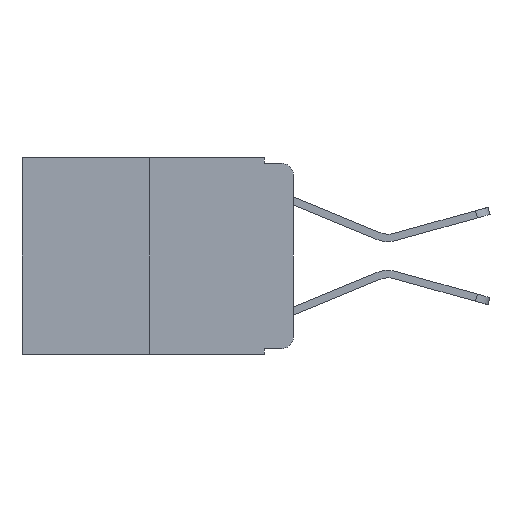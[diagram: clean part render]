
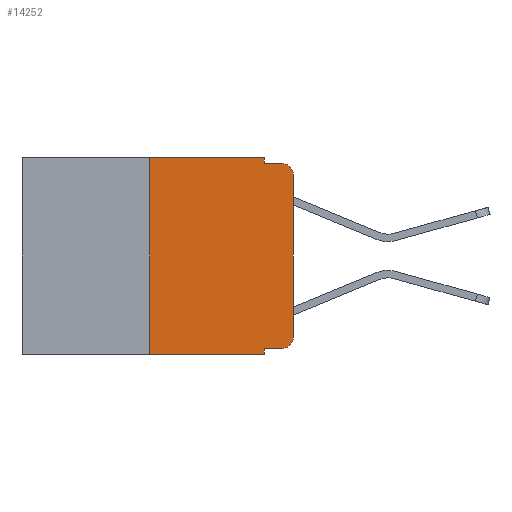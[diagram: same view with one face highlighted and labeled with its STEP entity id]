
A CAD part, left-side view. The second image highlights one B-rep face of the part: STEP entity #14252.
In plain terms, the highlighted planar face has unit normal (-1, 0, 0).
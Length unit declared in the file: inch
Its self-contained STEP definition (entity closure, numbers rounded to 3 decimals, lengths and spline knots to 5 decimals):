
#216 = DIRECTION ( 'NONE',  ( 0., 0., 1. ) ) ;
#640 = DIRECTION ( 'NONE',  ( 0., 0., -1. ) ) ;
#803 = DIRECTION ( 'NONE',  ( 0., -1., 0. ) ) ;
#1013 = EDGE_CURVE ( 'NONE', #8796, #8841, #14265, .T. ) ;
#1223 = CARTESIAN_POINT ( 'NONE',  ( 0., 0., -0.03 ) ) ;
#1835 = ORIENTED_EDGE ( 'NONE', *, *, #6874, .F. ) ;
#1977 = CARTESIAN_POINT ( 'NONE',  ( 0., 0.25, 0. ) ) ;
#2168 = EDGE_CURVE ( 'NONE', #5402, #7685, #5789, .T. ) ;
#2183 = ORIENTED_EDGE ( 'NONE', *, *, #5728, .F. ) ;
#2680 = ORIENTED_EDGE ( 'NONE', *, *, #11763, .T. ) ;
#2989 = EDGE_LOOP ( 'NONE', ( #9174, #5255, #7591, #8985, #1835, #2183, #2680, #7611, #3624, #3513 ) ) ;
#3316 = CARTESIAN_POINT ( 'NONE',  ( 0., 0.25, -0.343 ) ) ;
#3319 = CARTESIAN_POINT ( 'NONE',  ( 0., 0.02, -0.01 ) ) ;
#3445 = DIRECTION ( 'NONE',  ( 0., 0., -1. ) ) ;
#3513 = ORIENTED_EDGE ( 'NONE', *, *, #2168, .T. ) ;
#3545 = VECTOR ( 'NONE', #12218, 39.37008 ) ;
#3600 = EDGE_CURVE ( 'NONE', #7409, #13802, #10800, .T. ) ;
#3624 = ORIENTED_EDGE ( 'NONE', *, *, #12953, .T. ) ;
#3834 = LINE ( 'NONE', #10498, #8484 ) ;
#3964 = DIRECTION ( 'NONE',  ( 0., 0., -1. ) ) ;
#4128 = VECTOR ( 'NONE', #803, 39.37008 ) ;
#4741 = AXIS2_PLACEMENT_3D ( 'NONE', #7278, #11905, #640 ) ;
#4744 = VECTOR ( 'NONE', #9694, 39.37008 ) ;
#4762 = DIRECTION ( 'NONE',  ( 0., 0., -1. ) ) ;
#5169 = CARTESIAN_POINT ( 'NONE',  ( 0., 0.02, -0.313 ) ) ;
#5172 = CARTESIAN_POINT ( 'NONE',  ( 0., 0.051, -0.01 ) ) ;
#5226 = AXIS2_PLACEMENT_3D ( 'NONE', #13240, #9073, #3445 ) ;
#5255 = ORIENTED_EDGE ( 'NONE', *, *, #13191, .T. ) ;
#5402 = VERTEX_POINT ( 'NONE', #11772 ) ;
#5428 = CARTESIAN_POINT ( 'NONE',  ( 0., 0.051, -0.333 ) ) ;
#5728 = EDGE_CURVE ( 'NONE', #11888, #10429, #7932, .T. ) ;
#5789 = CIRCLE ( 'NONE', #7211, 0.02 ) ;
#6035 = VECTOR ( 'NONE', #3964, 39.37008 ) ;
#6329 = LINE ( 'NONE', #11986, #4128 ) ;
#6339 = VECTOR ( 'NONE', #4762, 39.37008 ) ;
#6796 = CARTESIAN_POINT ( 'NONE',  ( 0., 0.051, -0.343 ) ) ;
#6858 = PLANE ( 'NONE',  #5226 ) ;
#6874 = EDGE_CURVE ( 'NONE', #10429, #13484, #6329, .T. ) ;
#7211 = AXIS2_PLACEMENT_3D ( 'NONE', #5169, #14142, #12835 ) ;
#7278 = CARTESIAN_POINT ( 'NONE',  ( 0., 0.02, -0.03 ) ) ;
#7409 = VERTEX_POINT ( 'NONE', #10066 ) ;
#7438 = LINE ( 'NONE', #13903, #8955 ) ;
#7591 = ORIENTED_EDGE ( 'NONE', *, *, #3600, .F. ) ;
#7611 = ORIENTED_EDGE ( 'NONE', *, *, #1013, .F. ) ;
#7685 = VERTEX_POINT ( 'NONE', #9754 ) ;
#7932 = LINE ( 'NONE', #12427, #10151 ) ;
#8484 = VECTOR ( 'NONE', #216, 39.37008 ) ;
#8796 = VERTEX_POINT ( 'NONE', #9004 ) ;
#8841 = VERTEX_POINT ( 'NONE', #6796 ) ;
#8955 = VECTOR ( 'NONE', #11937, 39.37008 ) ;
#8985 = ORIENTED_EDGE ( 'NONE', *, *, #9518, .F. ) ;
#8991 = FACE_OUTER_BOUND ( 'NONE', #2989, .T. ) ;
#9004 = CARTESIAN_POINT ( 'NONE',  ( 0., 0.051, -0.333 ) ) ;
#9073 = DIRECTION ( 'NONE',  ( 1., 0., 0. ) ) ;
#9123 = DIRECTION ( 'NONE',  ( 0., 0., 1. ) ) ;
#9174 = ORIENTED_EDGE ( 'NONE', *, *, #11151, .T. ) ;
#9518 = EDGE_CURVE ( 'NONE', #13484, #7409, #10295, .T. ) ;
#9694 = DIRECTION ( 'NONE',  ( 0., -1., 0. ) ) ;
#9754 = CARTESIAN_POINT ( 'NONE',  ( 0., 0., -0.313 ) ) ;
#9897 = CARTESIAN_POINT ( 'NONE',  ( 0., 0.051, 0. ) ) ;
#10066 = CARTESIAN_POINT ( 'NONE',  ( 0., 0.051, -0.01 ) ) ;
#10151 = VECTOR ( 'NONE', #9123, 39.37008 ) ;
#10295 = LINE ( 'NONE', #10372, #6339 ) ;
#10372 = CARTESIAN_POINT ( 'NONE',  ( 0., 0.051, 0. ) ) ;
#10429 = VERTEX_POINT ( 'NONE', #1977 ) ;
#10498 = CARTESIAN_POINT ( 'NONE',  ( 0., 0., 0. ) ) ;
#10800 = LINE ( 'NONE', #5172, #4744 ) ;
#11059 = VERTEX_POINT ( 'NONE', #1223 ) ;
#11151 = EDGE_CURVE ( 'NONE', #7685, #11059, #3834, .T. ) ;
#11763 = EDGE_CURVE ( 'NONE', #11888, #8841, #7438, .T. ) ;
#11772 = CARTESIAN_POINT ( 'NONE',  ( 0., 0.02, -0.333 ) ) ;
#11888 = VERTEX_POINT ( 'NONE', #3316 ) ;
#11905 = DIRECTION ( 'NONE',  ( -1., 0., 0. ) ) ;
#11937 = DIRECTION ( 'NONE',  ( 0., -1., 0. ) ) ;
#11986 = CARTESIAN_POINT ( 'NONE',  ( 0., 0.473, 0. ) ) ;
#12218 = DIRECTION ( 'NONE',  ( 0., -1., 0. ) ) ;
#12427 = CARTESIAN_POINT ( 'NONE',  ( 0., 0.25, 0. ) ) ;
#12835 = DIRECTION ( 'NONE',  ( 0., 0., -1. ) ) ;
#12953 = EDGE_CURVE ( 'NONE', #8796, #5402, #13525, .T. ) ;
#13191 = EDGE_CURVE ( 'NONE', #11059, #13802, #13431, .T. ) ;
#13240 = CARTESIAN_POINT ( 'NONE',  ( 0., 0.473, 0. ) ) ;
#13431 = CIRCLE ( 'NONE', #4741, 0.02 ) ;
#13484 = VERTEX_POINT ( 'NONE', #13510 ) ;
#13510 = CARTESIAN_POINT ( 'NONE',  ( 0., 0.051, 0. ) ) ;
#13525 = LINE ( 'NONE', #5428, #3545 ) ;
#13802 = VERTEX_POINT ( 'NONE', #3319 ) ;
#13903 = CARTESIAN_POINT ( 'NONE',  ( 0., 0.473, -0.343 ) ) ;
#14142 = DIRECTION ( 'NONE',  ( -1., 0., 0. ) ) ;
#14252 = ADVANCED_FACE ( 'NONE', ( #8991 ), #6858, .F. ) ;
#14265 = LINE ( 'NONE', #9897, #6035 ) ;
